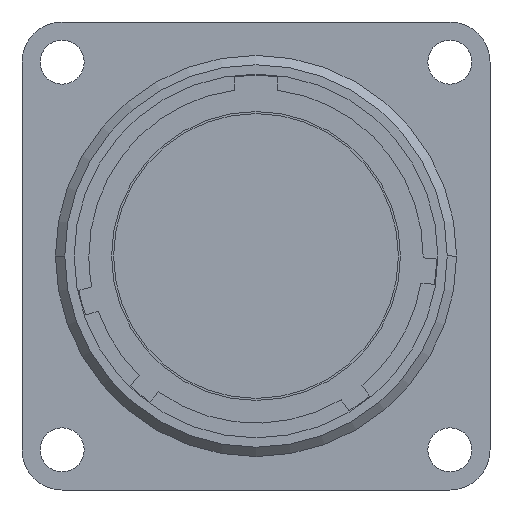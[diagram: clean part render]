
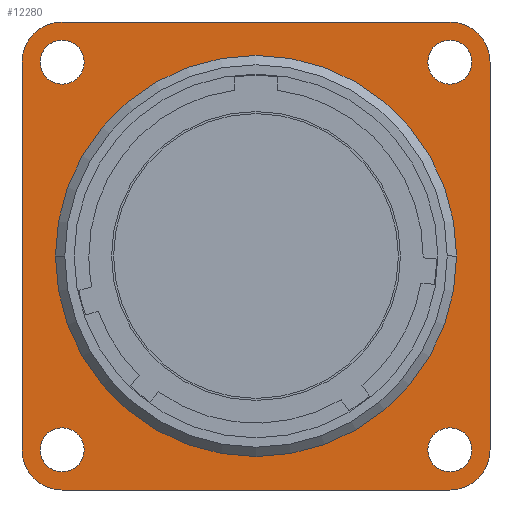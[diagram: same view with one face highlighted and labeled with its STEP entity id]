
A CAD part, front view. The second image highlights one B-rep face of the part: STEP entity #12280.
In plain terms, the highlighted planar face has unit normal (0, -1, 0).
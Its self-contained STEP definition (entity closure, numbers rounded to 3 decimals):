
#10440=CARTESIAN_POINT('',(-14.5,-12.5,17.5));
#10450=VERTEX_POINT('',#10440);
#10480=CARTESIAN_POINT('',(-14.5,-12.5,14.5));
#10490=DIRECTION('',(0.,1.,0.));
#10500=DIRECTION('',(-1.,0.,0.));
#10510=AXIS2_PLACEMENT_3D('',#10480,#10490,#10500);
#10520=CIRCLE('',#10510,3.);
#10530=CARTESIAN_POINT('',(-17.5,-12.5,14.5));
#10540=VERTEX_POINT('',#10530);
#10550=EDGE_CURVE('',#10540,#10450,#10520,.T.);
#10710=CARTESIAN_POINT('',(14.5,-12.5,14.5));
#10720=DIRECTION('',(0.,-1.,0.));
#10730=DIRECTION('',(1.,0.,0.));
#10740=AXIS2_PLACEMENT_3D('',#10710,#10720,#10730);
#10750=CIRCLE('',#10740,3.);
#10760=CARTESIAN_POINT('',(17.5,-12.5,14.5));
#10770=VERTEX_POINT('',#10760);
#10780=CARTESIAN_POINT('',(14.5,-12.5,17.5));
#10790=VERTEX_POINT('',#10780);
#10800=EDGE_CURVE('',#10770,#10790,#10750,.T.);
#10980=CARTESIAN_POINT('',(16.25,-12.5,0.));
#10990=DIRECTION('',(-0.,1.,0.));
#11000=DIRECTION('',(1.,0.,0.));
#11010=AXIS2_PLACEMENT_3D('',#10980,#10990,#11000);
#11020=PLANE('',#11010);
#11030=CARTESIAN_POINT('',(14.5,-12.5,-14.5));
#11040=DIRECTION('',(0.,-1.,0.));
#11050=DIRECTION('',(1.,0.,0.));
#11060=AXIS2_PLACEMENT_3D('',#11030,#11040,#11050);
#11070=CIRCLE('',#11060,3.);
#11080=CARTESIAN_POINT('',(14.5,-12.5,-17.5));
#11090=VERTEX_POINT('',#11080);
#11100=CARTESIAN_POINT('',(17.5,-12.5,-14.5));
#11110=VERTEX_POINT('',#11100);
#11120=EDGE_CURVE('',#11090,#11110,#11070,.T.);
#11130=ORIENTED_EDGE('',*,*,#11120,.T.);
#11140=CARTESIAN_POINT('',(0.,-12.5,-17.5));
#11150=DIRECTION('',(1.,0.,0.));
#11160=VECTOR('',#11150,1.);
#11170=LINE('',#11140,#11160);
#11180=CARTESIAN_POINT('',(-14.5,-12.5,-17.5));
#11190=VERTEX_POINT('',#11180);
#11200=EDGE_CURVE('',#11190,#11090,#11170,.T.);
#11210=ORIENTED_EDGE('',*,*,#11200,.T.);
#11220=CARTESIAN_POINT('',(-14.5,-12.5,-14.5));
#11230=DIRECTION('',(0.,-1.,0.));
#11240=DIRECTION('',(1.,0.,0.));
#11250=AXIS2_PLACEMENT_3D('',#11220,#11230,#11240);
#11260=CIRCLE('',#11250,3.);
#11270=CARTESIAN_POINT('',(-17.5,-12.5,-14.5));
#11280=VERTEX_POINT('',#11270);
#11290=EDGE_CURVE('',#11280,#11190,#11260,.T.);
#11300=ORIENTED_EDGE('',*,*,#11290,.T.);
#11310=CARTESIAN_POINT('',(-17.5,-12.5,0.));
#11320=DIRECTION('',(0.,0.,1.));
#11330=VECTOR('',#11320,1.);
#11340=LINE('',#11310,#11330);
#11350=EDGE_CURVE('',#11280,#10540,#11340,.T.);
#11360=ORIENTED_EDGE('',*,*,#11350,.F.);
#11370=ORIENTED_EDGE('',*,*,#10550,.F.);
#11380=CARTESIAN_POINT('',(0.,-12.5,17.5));
#11390=DIRECTION('',(1.,0.,0.));
#11400=VECTOR('',#11390,1.);
#11410=LINE('',#11380,#11400);
#11420=EDGE_CURVE('',#10450,#10790,#11410,.T.);
#11430=ORIENTED_EDGE('',*,*,#11420,.F.);
#11440=ORIENTED_EDGE('',*,*,#10800,.T.);
#11450=CARTESIAN_POINT('',(17.5,-12.5,0.));
#11460=DIRECTION('',(0.,0.,1.));
#11470=VECTOR('',#11460,1.);
#11480=LINE('',#11450,#11470);
#11490=EDGE_CURVE('',#11110,#10770,#11480,.T.);
#11500=ORIENTED_EDGE('',*,*,#11490,.T.);
#11510=EDGE_LOOP('',(#11500,#11440,#11430,#11370,#11360,#11300,#11210,
#11130));
#11520=FACE_OUTER_BOUND('',#11510,.T.);
#11530=CARTESIAN_POINT('',(0.,-12.5,0.));
#11540=DIRECTION('',(0.,-1.,0.));
#11550=DIRECTION('',(1.,0.,0.));
#11560=AXIS2_PLACEMENT_3D('',#11530,#11540,#11550);
#11570=CIRCLE('',#11560,15.);
#11580=CARTESIAN_POINT('',(15.,-12.5,0.));
#11590=VERTEX_POINT('',#11580);
#11600=CARTESIAN_POINT('',(-15.,-12.5,0.));
#11610=VERTEX_POINT('',#11600);
#11620=EDGE_CURVE('',#11590,#11610,#11570,.T.);
#11630=ORIENTED_EDGE('',*,*,#11620,.F.);
#11640=EDGE_CURVE('',#11610,#11590,#11570,.T.);
#11650=ORIENTED_EDGE('',*,*,#11640,.F.);
#11660=EDGE_LOOP('',(#11650,#11630));
#11670=FACE_BOUND('',#11660,.T.);
#11680=CARTESIAN_POINT('',(-14.5,-12.5,-14.5));
#11690=DIRECTION('',(0.,-1.,0.));
#11700=DIRECTION('',(1.,0.,0.));
#11710=AXIS2_PLACEMENT_3D('',#11680,#11690,#11700);
#11720=CIRCLE('',#11710,1.65);
#11730=CARTESIAN_POINT('',(-12.85,-12.5,-14.5));
#11740=VERTEX_POINT('',#11730);
#11750=CARTESIAN_POINT('',(-16.15,-12.5,-14.5));
#11760=VERTEX_POINT('',#11750);
#11770=EDGE_CURVE('',#11740,#11760,#11720,.T.);
#11780=ORIENTED_EDGE('',*,*,#11770,.F.);
#11790=EDGE_CURVE('',#11760,#11740,#11720,.T.);
#11800=ORIENTED_EDGE('',*,*,#11790,.F.);
#11810=EDGE_LOOP('',(#11800,#11780));
#11820=FACE_BOUND('',#11810,.T.);
#11830=CARTESIAN_POINT('',(-14.5,-12.5,14.5));
#11840=DIRECTION('',(0.,-1.,0.));
#11850=DIRECTION('',(1.,0.,0.));
#11860=AXIS2_PLACEMENT_3D('',#11830,#11840,#11850);
#11870=CIRCLE('',#11860,1.65);
#11880=CARTESIAN_POINT('',(-12.85,-12.5,14.5));
#11890=VERTEX_POINT('',#11880);
#11900=CARTESIAN_POINT('',(-16.15,-12.5,14.5));
#11910=VERTEX_POINT('',#11900);
#11920=EDGE_CURVE('',#11890,#11910,#11870,.T.);
#11930=ORIENTED_EDGE('',*,*,#11920,.F.);
#11940=EDGE_CURVE('',#11910,#11890,#11870,.T.);
#11950=ORIENTED_EDGE('',*,*,#11940,.F.);
#11960=EDGE_LOOP('',(#11950,#11930));
#11970=FACE_BOUND('',#11960,.T.);
#11980=CARTESIAN_POINT('',(14.5,-12.5,14.5));
#11990=DIRECTION('',(0.,-1.,0.));
#12000=DIRECTION('',(1.,0.,0.));
#12010=AXIS2_PLACEMENT_3D('',#11980,#11990,#12000);
#12020=CIRCLE('',#12010,1.65);
#12030=CARTESIAN_POINT('',(16.15,-12.5,14.5));
#12040=VERTEX_POINT('',#12030);
#12050=CARTESIAN_POINT('',(12.85,-12.5,14.5));
#12060=VERTEX_POINT('',#12050);
#12070=EDGE_CURVE('',#12040,#12060,#12020,.T.);
#12080=ORIENTED_EDGE('',*,*,#12070,.F.);
#12090=EDGE_CURVE('',#12060,#12040,#12020,.T.);
#12100=ORIENTED_EDGE('',*,*,#12090,.F.);
#12110=EDGE_LOOP('',(#12100,#12080));
#12120=FACE_BOUND('',#12110,.T.);
#12130=CARTESIAN_POINT('',(14.5,-12.5,-14.5));
#12140=DIRECTION('',(0.,-1.,0.));
#12150=DIRECTION('',(1.,0.,0.));
#12160=AXIS2_PLACEMENT_3D('',#12130,#12140,#12150);
#12170=CIRCLE('',#12160,1.65);
#12180=CARTESIAN_POINT('',(16.15,-12.5,-14.5));
#12190=VERTEX_POINT('',#12180);
#12200=CARTESIAN_POINT('',(12.85,-12.5,-14.5));
#12210=VERTEX_POINT('',#12200);
#12220=EDGE_CURVE('',#12190,#12210,#12170,.T.);
#12230=ORIENTED_EDGE('',*,*,#12220,.F.);
#12240=EDGE_CURVE('',#12210,#12190,#12170,.T.);
#12250=ORIENTED_EDGE('',*,*,#12240,.F.);
#12260=EDGE_LOOP('',(#12250,#12230));
#12270=FACE_BOUND('',#12260,.T.);
#12280=ADVANCED_FACE('',(#11520,#11670,#11820,#11970,#12120,#12270),
#11020,.F.);
